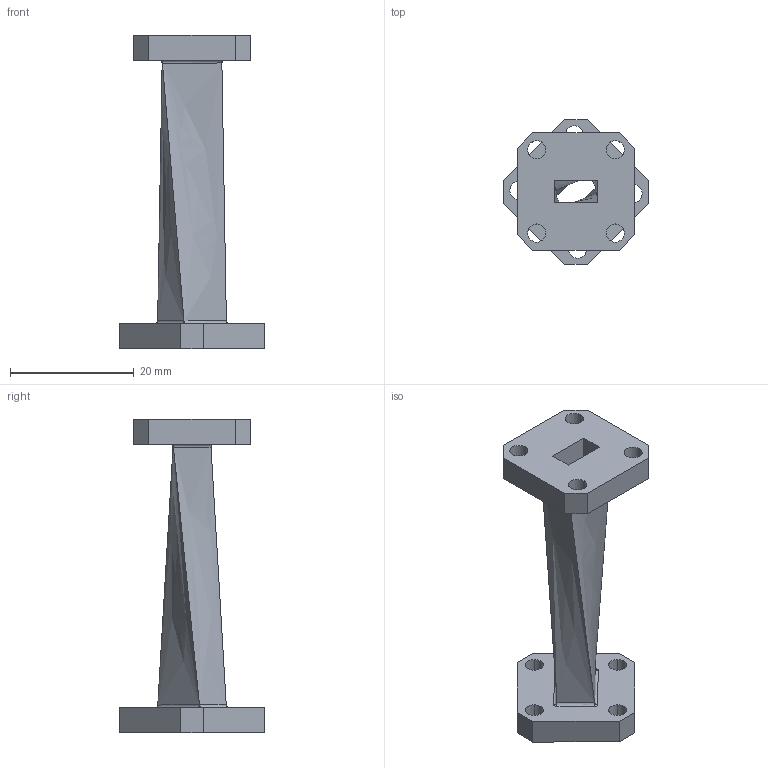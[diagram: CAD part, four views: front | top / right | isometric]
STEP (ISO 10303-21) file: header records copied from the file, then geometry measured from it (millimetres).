
FILE_DESCRIPTION (( 'STEP AP203' ), '1' );
FILE_NAME ('SMW28TW1002 ¦ PE-W28TW1002.step', '2019-01-28T15:32:06', ( '' ), ( '' ), 'SwSTEP 2.0', 'SolidWorks 2017', '' );
FILE_SCHEMA (( 'CONFIG_CONTROL_DESIGN' ));
Length unit declared in the file: inch
Products named in the file (1): SMW28TW1002 ｦ PE-W28TW1002
Bounding box: 23.35 x 23.35 x 50.8 mm (x, y, z)
Volume: 3767 mm3; surface area: 4275.6 mm2
Topology: 1 solids, 1 shells, 76 faces, 196 edges, 124 vertices
Faces by surface type: plane 36, bspline 24, cylinder 16
Entity records: 2921 total; most frequent: CARTESIAN_POINT 1155, ORIENTED_EDGE 392, DIRECTION 270, EDGE_CURVE 196, VERTEX_POINT 124, LINE 100, VECTOR 100, EDGE_LOOP 96
